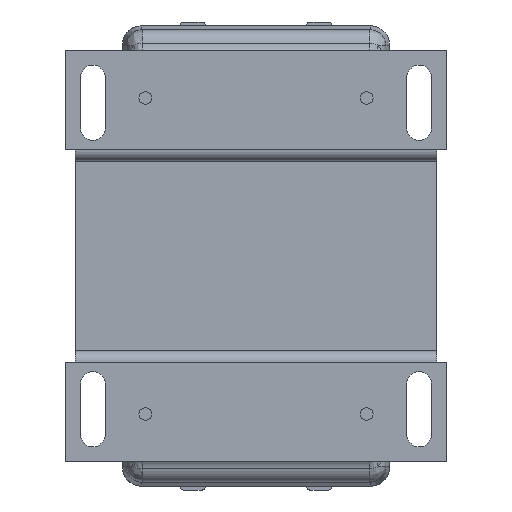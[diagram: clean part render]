
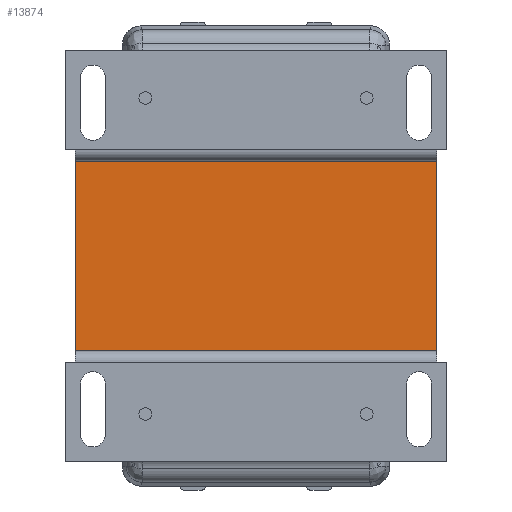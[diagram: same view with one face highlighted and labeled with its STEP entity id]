
A CAD part, front view. The second image highlights one B-rep face of the part: STEP entity #13874.
In plain terms, the highlighted planar face has unit normal (0, -1, 0).
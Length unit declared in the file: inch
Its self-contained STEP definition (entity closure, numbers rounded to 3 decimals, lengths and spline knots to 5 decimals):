
#531 = EDGE_CURVE ( 'NONE', #5635, #5973, #13310, .T. ) ;
#755 = LINE ( 'NONE', #7652, #12732 ) ;
#2183 = DIRECTION ( 'NONE',  ( -1., 0., 0. ) ) ;
#2366 = EDGE_CURVE ( 'NONE', #10446, #13774, #755, .T. ) ;
#2932 = DIRECTION ( 'NONE',  ( 1., 0., 0. ) ) ;
#3459 = FACE_OUTER_BOUND ( 'NONE', #7125, .T. ) ;
#5059 = DIRECTION ( 'NONE',  ( 0., 0., 1. ) ) ;
#5240 = PLANE ( 'NONE',  #8897 ) ;
#5635 = VERTEX_POINT ( 'NONE', #10575 ) ;
#5973 = VERTEX_POINT ( 'NONE', #9936 ) ;
#6152 = ORIENTED_EDGE ( 'NONE', *, *, #531, .F. ) ;
#6189 = LINE ( 'NONE', #16811, #18167 ) ;
#6658 = LINE ( 'NONE', #16004, #10821 ) ;
#6679 = EDGE_CURVE ( 'NONE', #13774, #5635, #6189, .T. ) ;
#7125 = EDGE_LOOP ( 'NONE', ( #11852, #13577, #6152, #9398 ) ) ;
#7652 = CARTESIAN_POINT ( 'NONE',  ( -2.24409, -3.74016, 1.1811 ) ) ;
#8405 = CARTESIAN_POINT ( 'NONE',  ( 0., -3.74016, 0. ) ) ;
#8897 = AXIS2_PLACEMENT_3D ( 'NONE', #8405, #11563, #2183 ) ;
#9074 = DIRECTION ( 'NONE',  ( -1., 0., 0. ) ) ;
#9398 = ORIENTED_EDGE ( 'NONE', *, *, #6679, .F. ) ;
#9936 = CARTESIAN_POINT ( 'NONE',  ( -2.24409, -3.74016, -1.1811 ) ) ;
#10446 = VERTEX_POINT ( 'NONE', #15815 ) ;
#10575 = CARTESIAN_POINT ( 'NONE',  ( 2.24409, -3.74016, -1.1811 ) ) ;
#10821 = VECTOR ( 'NONE', #5059, 39.37008 ) ;
#10927 = CARTESIAN_POINT ( 'NONE',  ( 2.24409, -3.74016, 1.1811 ) ) ;
#11563 = DIRECTION ( 'NONE',  ( 0., 1., 0. ) ) ;
#11852 = ORIENTED_EDGE ( 'NONE', *, *, #2366, .F. ) ;
#12732 = VECTOR ( 'NONE', #2932, 39.37008 ) ;
#12819 = VECTOR ( 'NONE', #9074, 39.37008 ) ;
#13310 = LINE ( 'NONE', #18681, #12819 ) ;
#13433 = EDGE_CURVE ( 'NONE', #5973, #10446, #6658, .T. ) ;
#13577 = ORIENTED_EDGE ( 'NONE', *, *, #13433, .F. ) ;
#13774 = VERTEX_POINT ( 'NONE', #10927 ) ;
#13874 = ADVANCED_FACE ( 'NONE', ( #3459 ), #5240, .F. ) ;
#15815 = CARTESIAN_POINT ( 'NONE',  ( -2.24409, -3.74016, 1.1811 ) ) ;
#16004 = CARTESIAN_POINT ( 'NONE',  ( -2.24409, -3.74016, -1.1811 ) ) ;
#16811 = CARTESIAN_POINT ( 'NONE',  ( 2.24409, -3.74016, 1.1811 ) ) ;
#18167 = VECTOR ( 'NONE', #18365, 39.37008 ) ;
#18365 = DIRECTION ( 'NONE',  ( 0., 0., -1. ) ) ;
#18681 = CARTESIAN_POINT ( 'NONE',  ( 2.24409, -3.74016, -1.1811 ) ) ;
